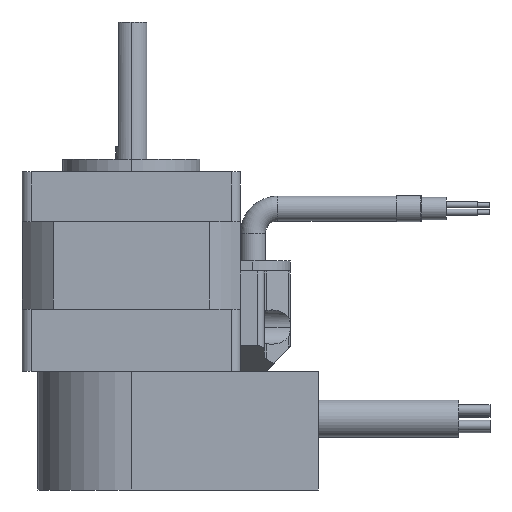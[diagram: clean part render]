
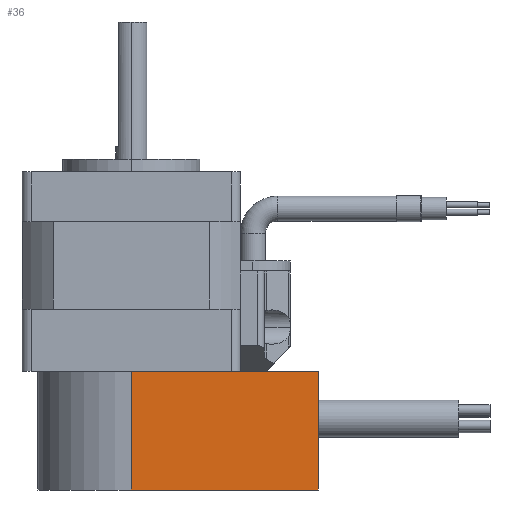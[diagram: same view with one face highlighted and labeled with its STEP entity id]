
A CAD part, left-side view. The second image highlights one B-rep face of the part: STEP entity #36.
In plain terms, the highlighted planar face has unit normal (-1, 0, 0).
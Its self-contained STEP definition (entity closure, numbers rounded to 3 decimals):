
#36 = ADVANCED_FACE ( 'NONE', ( #480 ), #4989, .F. ) ;
#308 = DIRECTION ( 'NONE',  ( 0., -1., 0. ) ) ;
#480 = FACE_OUTER_BOUND ( 'NONE', #3300, .T. ) ;
#539 = VECTOR ( 'NONE', #308, 1000. ) ;
#565 = CARTESIAN_POINT ( 'NONE',  ( -15., -30., 0. ) ) ;
#573 = VERTEX_POINT ( 'NONE', #3913 ) ;
#619 = VERTEX_POINT ( 'NONE', #1627 ) ;
#928 = DIRECTION ( 'NONE',  ( 1., 0., 0. ) ) ;
#1217 = EDGE_CURVE ( 'NONE', #619, #4099, #2719, .T. ) ;
#1413 = DIRECTION ( 'NONE',  ( 0., 1., 0. ) ) ;
#1627 = CARTESIAN_POINT ( 'NONE',  ( -15., 0., 0. ) ) ;
#1655 = VECTOR ( 'NONE', #5596, 1000. ) ;
#1891 = DIRECTION ( 'NONE',  ( 0., 0., -1. ) ) ;
#1941 = VERTEX_POINT ( 'NONE', #3108 ) ;
#2556 = EDGE_CURVE ( 'NONE', #573, #1941, #4637, .T. ) ;
#2662 = CARTESIAN_POINT ( 'NONE',  ( -15., 0., -19. ) ) ;
#2719 = LINE ( 'NONE', #2800, #4309 ) ;
#2800 = CARTESIAN_POINT ( 'NONE',  ( -15., 0., 0. ) ) ;
#2804 = ORIENTED_EDGE ( 'NONE', *, *, #3421, .T. ) ;
#2924 = CARTESIAN_POINT ( 'NONE',  ( -15., 0., -19. ) ) ;
#3108 = CARTESIAN_POINT ( 'NONE',  ( -15., -30., -19. ) ) ;
#3300 = EDGE_LOOP ( 'NONE', ( #2804, #3809, #4886, #3317 ) ) ;
#3317 = ORIENTED_EDGE ( 'NONE', *, *, #1217, .T. ) ;
#3421 = EDGE_CURVE ( 'NONE', #4099, #1941, #4257, .T. ) ;
#3710 = LINE ( 'NONE', #4186, #1655 ) ;
#3809 = ORIENTED_EDGE ( 'NONE', *, *, #2556, .F. ) ;
#3913 = CARTESIAN_POINT ( 'NONE',  ( -15., -30., 0. ) ) ;
#4099 = VERTEX_POINT ( 'NONE', #2662 ) ;
#4103 = CARTESIAN_POINT ( 'NONE',  ( -15., 0., 0. ) ) ;
#4186 = CARTESIAN_POINT ( 'NONE',  ( -15., 0., 0. ) ) ;
#4187 = DIRECTION ( 'NONE',  ( 0., 0., -1. ) ) ;
#4257 = LINE ( 'NONE', #2924, #539 ) ;
#4309 = VECTOR ( 'NONE', #1891, 1000. ) ;
#4356 = VECTOR ( 'NONE', #4187, 1000. ) ;
#4637 = LINE ( 'NONE', #565, #4356 ) ;
#4850 = AXIS2_PLACEMENT_3D ( 'NONE', #4103, #928, #1413 ) ;
#4886 = ORIENTED_EDGE ( 'NONE', *, *, #5109, .F. ) ;
#4989 = PLANE ( 'NONE',  #4850 ) ;
#5109 = EDGE_CURVE ( 'NONE', #619, #573, #3710, .T. ) ;
#5596 = DIRECTION ( 'NONE',  ( 0., -1., 0. ) ) ;
